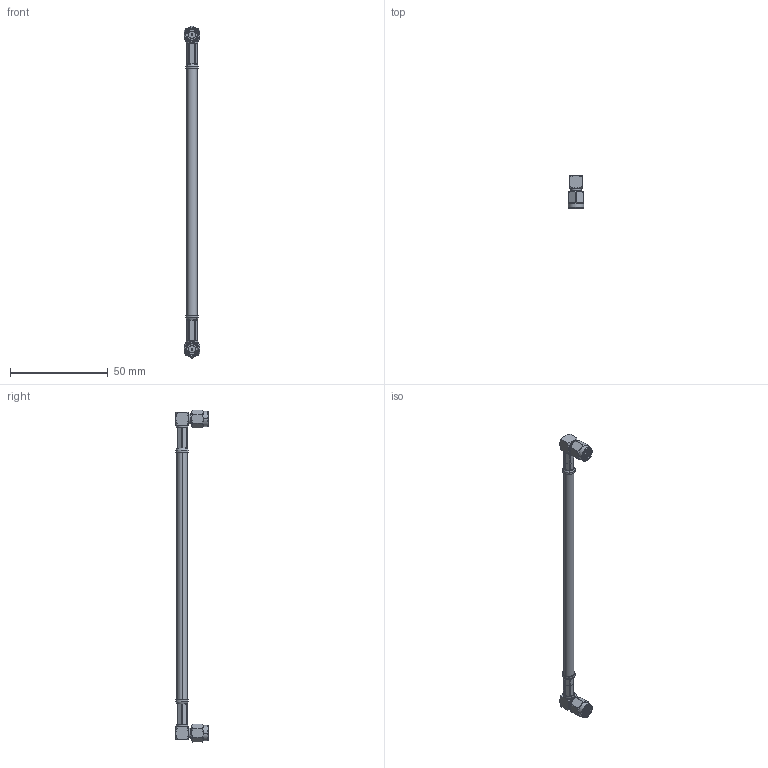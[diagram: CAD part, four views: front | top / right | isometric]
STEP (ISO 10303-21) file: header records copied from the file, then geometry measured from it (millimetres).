
FILE_DESCRIPTION (( 'STEP AP203' ), '1' );
FILE_NAME ('PE3428.step', '2018-09-17T14:57:26', ( '' ), ( '' ), 'SwSTEP 2.0', 'SolidWorks 2017', '' );
FILE_SCHEMA (( 'CONFIG_CONTROL_DESIGN' ));
Length unit declared in the file: inch
Products named in the file (3): PE3428; PE4002_Crimped; Coax Cable_RG223
Assembly tree (3 placements, depth 2):
  PE3428
    Coax Cable_RG223
    PE4002_Crimped  x2
Bounding box: 7.94 x 16.59 x 170.09 mm (x, y, z)
Volume: 4459.9 mm3; surface area: 4895.2 mm2
Topology: 7 solids, 7 shells, 552 faces, 1496 edges, 976 vertices
Faces by surface type: plane 330, cylinder 142, cone 58, bspline 14, torus 8
Entity records: 11415 total; most frequent: CARTESIAN_POINT 4295, ORIENTED_EDGE 1498, DIRECTION 1298, EDGE_CURVE 749, LINE 492, VECTOR 492, VERTEX_POINT 490, AXIS2_PLACEMENT_3D 403
